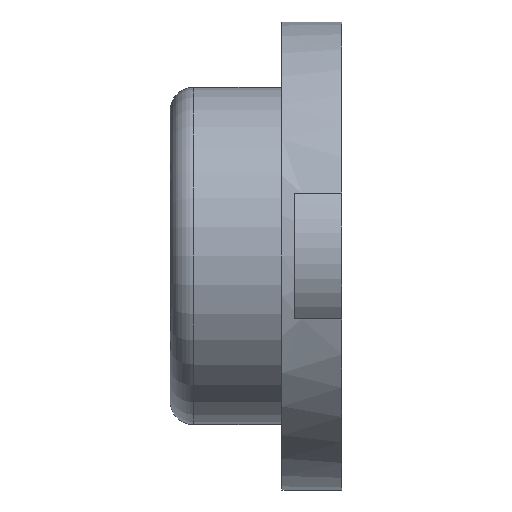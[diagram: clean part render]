
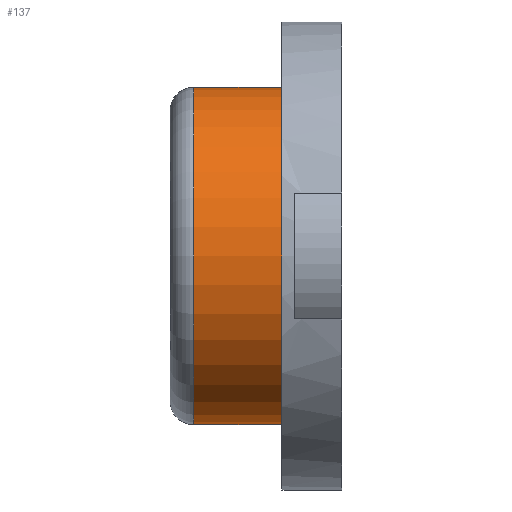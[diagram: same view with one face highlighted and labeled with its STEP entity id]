
A CAD part, left-side view. The second image highlights one B-rep face of the part: STEP entity #137.
In plain terms, the highlighted cylindrical face has radius 10.72 mm (diameter 21.44 mm), a partial arc.
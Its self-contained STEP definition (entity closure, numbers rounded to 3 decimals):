
#1 = CARTESIAN_POINT ( 'NONE',  ( 0., 52.161, 10.72 ) ) ;
#99 = AXIS2_PLACEMENT_3D ( 'NONE', #850, #703, #280 ) ;
#125 = FACE_OUTER_BOUND ( 'NONE', #480, .T. ) ;
#137 = ADVANCED_FACE ( 'NONE', ( #125 ), #313, .T. ) ;
#148 = VECTOR ( 'NONE', #461, 1000. ) ;
#150 = ORIENTED_EDGE ( 'NONE', *, *, #460, .T. ) ;
#203 = CIRCLE ( 'NONE', #243, 10.72 ) ;
#243 = AXIS2_PLACEMENT_3D ( 'NONE', #806, #379, #458 ) ;
#244 = CARTESIAN_POINT ( 'NONE',  ( 0., 9.42, 10.72 ) ) ;
#277 = DIRECTION ( 'NONE',  ( 0., -1., 0. ) ) ;
#280 = DIRECTION ( 'NONE',  ( 0., 0., -1. ) ) ;
#313 = CYLINDRICAL_SURFACE ( 'NONE', #99, 10.72 ) ;
#362 = EDGE_CURVE ( 'NONE', #714, #696, #203, .T. ) ;
#379 = DIRECTION ( 'NONE',  ( 0., -1., 0. ) ) ;
#403 = DIRECTION ( 'NONE',  ( 0., -1., 0. ) ) ;
#435 = ORIENTED_EDGE ( 'NONE', *, *, #846, .F. ) ;
#445 = ORIENTED_EDGE ( 'NONE', *, *, #705, .T. ) ;
#458 = DIRECTION ( 'NONE',  ( 0., 0., 1. ) ) ;
#460 = EDGE_CURVE ( 'NONE', #743, #696, #724, .T. ) ;
#461 = DIRECTION ( 'NONE',  ( 0., -1., 0. ) ) ;
#480 = EDGE_LOOP ( 'NONE', ( #435, #445, #150, #582 ) ) ;
#505 = VERTEX_POINT ( 'NONE', #244 ) ;
#582 = ORIENTED_EDGE ( 'NONE', *, *, #362, .F. ) ;
#611 = VECTOR ( 'NONE', #277, 1000. ) ;
#619 = CARTESIAN_POINT ( 'NONE',  ( 0., 2.57, 10.72 ) ) ;
#621 = LINE ( 'NONE', #1, #611 ) ;
#632 = DIRECTION ( 'NONE',  ( 0., 0., 1. ) ) ;
#681 = CIRCLE ( 'NONE', #762, 10.72 ) ;
#689 = CARTESIAN_POINT ( 'NONE',  ( 0., 52.161, -10.72 ) ) ;
#696 = VERTEX_POINT ( 'NONE', #840 ) ;
#703 = DIRECTION ( 'NONE',  ( 0., -1., 0. ) ) ;
#705 = EDGE_CURVE ( 'NONE', #505, #743, #681, .T. ) ;
#714 = VERTEX_POINT ( 'NONE', #619 ) ;
#724 = LINE ( 'NONE', #689, #148 ) ;
#743 = VERTEX_POINT ( 'NONE', #773 ) ;
#762 = AXIS2_PLACEMENT_3D ( 'NONE', #912, #403, #632 ) ;
#773 = CARTESIAN_POINT ( 'NONE',  ( 0., 9.42, -10.72 ) ) ;
#806 = CARTESIAN_POINT ( 'NONE',  ( 0., 2.57, 0. ) ) ;
#840 = CARTESIAN_POINT ( 'NONE',  ( 0., 2.57, -10.72 ) ) ;
#846 = EDGE_CURVE ( 'NONE', #505, #714, #621, .T. ) ;
#850 = CARTESIAN_POINT ( 'NONE',  ( 0., 52.161, 0. ) ) ;
#912 = CARTESIAN_POINT ( 'NONE',  ( 0., 9.42, 0. ) ) ;
